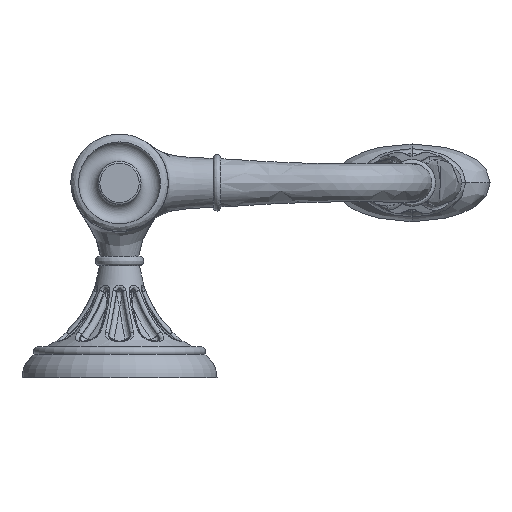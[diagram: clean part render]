
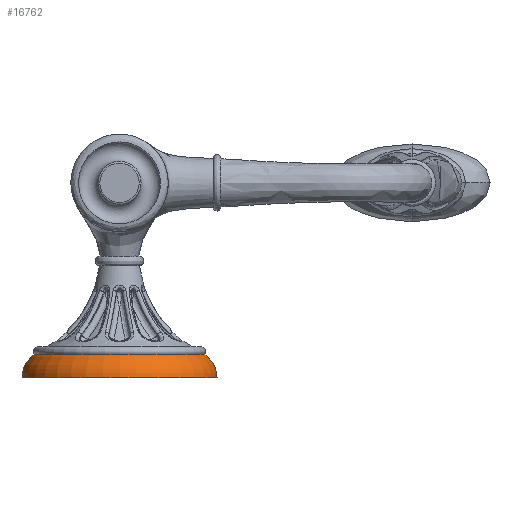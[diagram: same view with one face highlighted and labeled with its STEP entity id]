
A CAD part, left-side view. The second image highlights one B-rep face of the part: STEP entity #16762.
In plain terms, the highlighted toroidal (fillet/blend) face has major radius 7 mm and minor radius 3 mm.
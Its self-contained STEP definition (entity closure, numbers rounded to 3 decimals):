
#2838 = VERTEX_POINT ( 'NONE', #25744 ) ;
#5592 = DIRECTION ( 'NONE',  ( 0., 0., -1. ) ) ;
#6921 = EDGE_LOOP ( 'NONE', ( #24842 ) ) ;
#8256 = CARTESIAN_POINT ( 'NONE',  ( 0., 0., -2.431 ) ) ;
#8663 = FACE_OUTER_BOUND ( 'NONE', #32135, .T. ) ;
#9177 = EDGE_CURVE ( 'NONE', #2838, #2838, #19379, .T. ) ;
#9810 = AXIS2_PLACEMENT_3D ( 'NONE', #8256, #5592, #28091 ) ;
#11056 = DIRECTION ( 'NONE',  ( 0., 0., -1. ) ) ;
#11570 = EDGE_CURVE ( 'NONE', #31406, #31406, #18216, .T. ) ;
#13597 = DIRECTION ( 'NONE',  ( -1., 0., 0. ) ) ;
#15799 = ORIENTED_EDGE ( 'NONE', *, *, #9177, .F. ) ;
#16597 = AXIS2_PLACEMENT_3D ( 'NONE', #23675, #11056, #13597 ) ;
#16762 = ADVANCED_FACE ( 'NONE', ( #8663, #30470 ), #22934, .T. ) ;
#18216 = CIRCLE ( 'NONE', #16597, 10. ) ;
#19379 = CIRCLE ( 'NONE', #9810, 8.757 ) ;
#22934 = TOROIDAL_SURFACE ( 'NONE', #32224, 7., 3. ) ;
#23675 = CARTESIAN_POINT ( 'NONE',  ( 0., 0., 0. ) ) ;
#24785 = DIRECTION ( 'NONE',  ( -1., 0., 0. ) ) ;
#24842 = ORIENTED_EDGE ( 'NONE', *, *, #11570, .T. ) ;
#25510 = CARTESIAN_POINT ( 'NONE',  ( -10., 0., 0. ) ) ;
#25744 = CARTESIAN_POINT ( 'NONE',  ( -8.757, 0., -2.431 ) ) ;
#28091 = DIRECTION ( 'NONE',  ( -1., 0., 0. ) ) ;
#30470 = FACE_OUTER_BOUND ( 'NONE', #6921, .T. ) ;
#31406 = VERTEX_POINT ( 'NONE', #25510 ) ;
#32135 = EDGE_LOOP ( 'NONE', ( #15799 ) ) ;
#32224 = AXIS2_PLACEMENT_3D ( 'NONE', #32891, #32560, #24785 ) ;
#32560 = DIRECTION ( 'NONE',  ( 0., 0., -1. ) ) ;
#32891 = CARTESIAN_POINT ( 'NONE',  ( 0., 0., 0. ) ) ;
